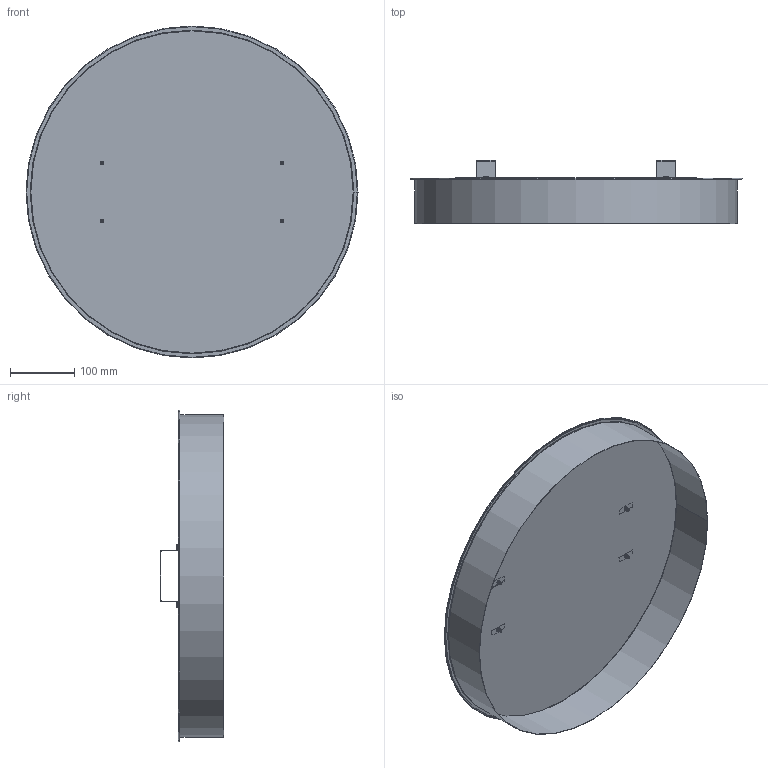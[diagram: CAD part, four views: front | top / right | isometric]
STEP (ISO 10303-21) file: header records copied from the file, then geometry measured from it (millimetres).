
FILE_DESCRIPTION((''),'2;1');
FILE_NAME('HÄLMH-500.stp','2014-02-21T15:10:56',(''),(''),'Autodesk Inventor 2013','Autodesk Inventor 2013','');
FILE_SCHEMA(('AUTOMOTIVE_DESIGN { 1 2 10303 214 0 1 1 1 }'));
Length unit declared in the file: millimetre
Products named in the file (5): HÄLMH-500; MuffMedFals-500; 116043; Handtag-75_1; Borrskruv_4,2x9,5
Assembly tree (8 placements, depth 2):
  HÄLMH-500
    MuffMedFals-500
    116043
    Handtag-75_1  x2
    Borrskruv_4,2x9,5  x4
Bounding box: 515.55 x 98.5 x 515.55 mm (x, y, z)
Volume: 176802.8 mm3; surface area: 691626.6 mm2
Topology: 8 solids, 8 shells, 497 faces, 1121 edges, 642 vertices
Faces by surface type: plane 255, cylinder 142, torus 40, bspline 36, cone 24
Full cylindrical faces by diameter (mm): 2 x2, 4 x4, 5.1 x4, 8.4 x4, 500.55 x1, 501.55 x1, 503.55 x1, 511 x1
Entity records: 5369 total; most frequent: CARTESIAN_POINT 1634, DIRECTION 762, ORIENTED_EDGE 694, EDGE_CURVE 347, AXIS2_PLACEMENT_3D 285, VERTEX_POINT 202, VECTOR 192, LINE 192
